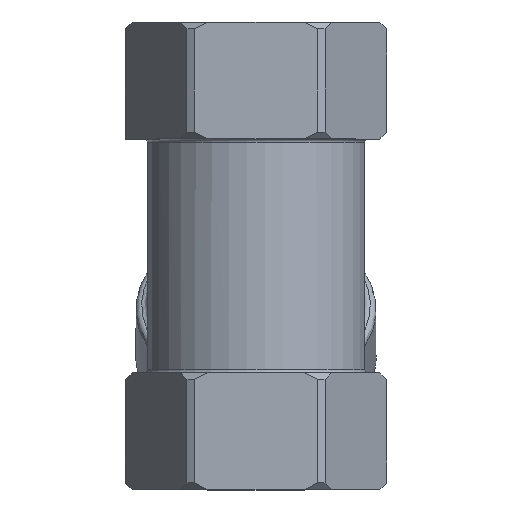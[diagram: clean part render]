
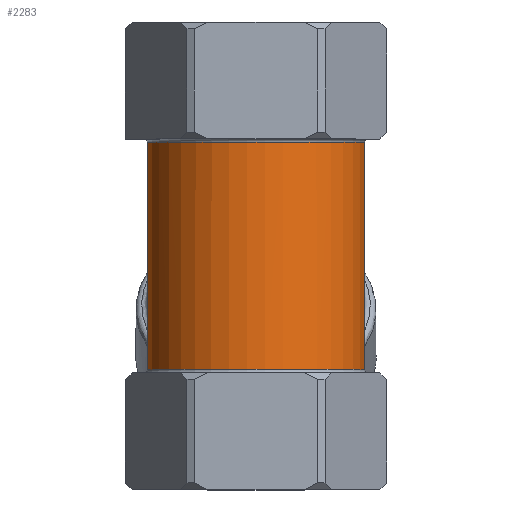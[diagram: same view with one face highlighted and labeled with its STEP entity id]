
A CAD part, top view. The second image highlights one B-rep face of the part: STEP entity #2283.
In plain terms, the highlighted cylindrical face has radius 32.5 mm (diameter 65 mm), a partial arc.
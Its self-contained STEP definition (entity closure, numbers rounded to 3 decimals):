
#106=ELLIPSE('',#2416,87.162,32.5);
#107=ELLIPSE('',#2418,87.162,32.5);
#510=ORIENTED_EDGE('',*,*,#990,.T.);
#511=ORIENTED_EDGE('',*,*,#991,.T.);
#512=ORIENTED_EDGE('',*,*,#992,.T.);
#513=ORIENTED_EDGE('',*,*,#993,.T.);
#990=EDGE_CURVE('',#1221,#1222,#1349,.T.);
#991=EDGE_CURVE('',#1222,#1223,#106,.F.);
#992=EDGE_CURVE('',#1223,#1224,#1350,.T.);
#993=EDGE_CURVE('',#1224,#1221,#107,.F.);
#1221=VERTEX_POINT('',#3161);
#1222=VERTEX_POINT('',#3162);
#1223=VERTEX_POINT('',#3164);
#1224=VERTEX_POINT('',#3166);
#1349=CIRCLE('',#2415,32.5);
#1350=CIRCLE('',#2417,32.5);
#1390=EDGE_LOOP('',(#510,#511,#512,#513));
#1497=FACE_BOUND('',#1390,.T.);
#1597=CYLINDRICAL_SURFACE('',#2414,32.5);
#2283=ADVANCED_FACE('',(#1497),#1597,.T.);
#2414=AXIS2_PLACEMENT_3D('',#3159,#2638,#2639);
#2415=AXIS2_PLACEMENT_3D('',#3160,#2640,#2641);
#2416=AXIS2_PLACEMENT_3D('',#3163,#2642,#2643);
#2417=AXIS2_PLACEMENT_3D('',#3165,#2644,#2645);
#2418=AXIS2_PLACEMENT_3D('',#3167,#2646,#2647);
#2638=DIRECTION('',(0.,-1.,0.));
#2639=DIRECTION('',(0.,0.,-1.));
#2640=DIRECTION('',(0.,1.,0.));
#2641=DIRECTION('',(0.,0.,1.));
#2642=DIRECTION('',(0.,0.373,-0.928));
#2643=DIRECTION('',(0.,-0.928,-0.373));
#2644=DIRECTION('',(0.,-1.,0.));
#2645=DIRECTION('',(0.,0.,-1.));
#2646=DIRECTION('',(0.,0.373,-0.928));
#2647=DIRECTION('',(0.,-0.928,-0.373));
#3159=CARTESIAN_POINT('',(0.,-60.,0.));
#3160=CARTESIAN_POINT('',(0.,-34.,0.));
#3161=CARTESIAN_POINT('',(-15.879,-34.,-28.357));
#3162=CARTESIAN_POINT('',(15.879,-34.,-28.357));
#3163=CARTESIAN_POINT('',(0.,36.566,0.));
#3164=CARTESIAN_POINT('',(32.484,34.,-1.031));
#3165=CARTESIAN_POINT('',(0.,34.,0.));
#3166=CARTESIAN_POINT('',(-32.484,34.,-1.031));
#3167=CARTESIAN_POINT('',(0.,36.566,0.));
